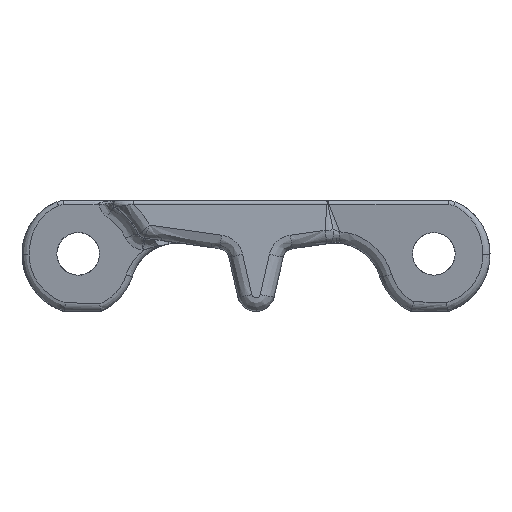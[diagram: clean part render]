
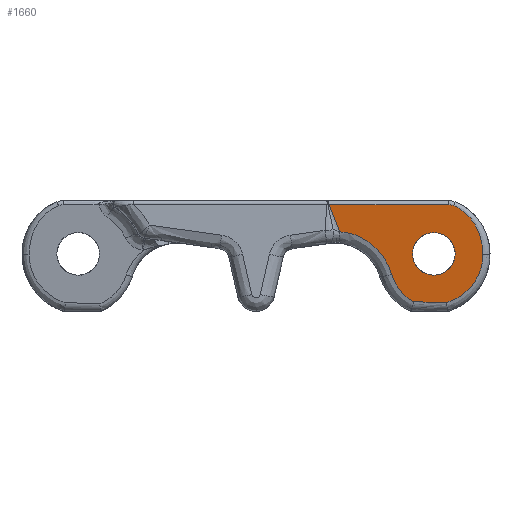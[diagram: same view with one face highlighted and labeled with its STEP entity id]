
A CAD part, left-side view. The second image highlights one B-rep face of the part: STEP entity #1660.
In plain terms, the highlighted planar face has unit normal (-0.988, 0, -0.156).
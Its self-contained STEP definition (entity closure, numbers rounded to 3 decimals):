
#1660 = ADVANCED_FACE( '', ( #4597, #4598 ), #4599, .T. );
#4597 = FACE_BOUND( '', #11089, .T. );
#4598 = FACE_OUTER_BOUND( '', #11090, .T. );
#4599 = PLANE( '', #11091 );
#11089 = EDGE_LOOP( '', ( #40139 ) );
#11090 = EDGE_LOOP( '', ( #40140, #40141, #40142, #40143, #40144, #40145, #40146, #40147 ) );
#11091 = AXIS2_PLACEMENT_3D( '', #40148, #40149, #40150 );
#40139 = ORIENTED_EDGE( '', *, *, #51219, .F. );
#40140 = ORIENTED_EDGE( '', *, *, #51220, .T. );
#40141 = ORIENTED_EDGE( '', *, *, #51221, .T. );
#40142 = ORIENTED_EDGE( '', *, *, #51222, .T. );
#40143 = ORIENTED_EDGE( '', *, *, #51223, .T. );
#40144 = ORIENTED_EDGE( '', *, *, #51224, .T. );
#40145 = ORIENTED_EDGE( '', *, *, #51225, .T. );
#40146 = ORIENTED_EDGE( '', *, *, #51226, .T. );
#40147 = ORIENTED_EDGE( '', *, *, #51227, .T. );
#40148 = CARTESIAN_POINT( '', ( -99.825, 0., 7.5 ) );
#40149 = DIRECTION( '', ( -0.988, 0., -0.156 ) );
#40150 = DIRECTION( '', ( -0.156, 0., 0.988 ) );
#51219 = EDGE_CURVE( '', #56844, #56844, #56845, .T. );
#51220 = EDGE_CURVE( '', #56846, #56847, #56848, .T. );
#51221 = EDGE_CURVE( '', #56847, #56849, #56850, .T. );
#51222 = EDGE_CURVE( '', #56849, #56851, #56852, .T. );
#51223 = EDGE_CURVE( '', #56851, #56853, #56854, .T. );
#51224 = EDGE_CURVE( '', #56853, #56855, #56856, .T. );
#51225 = EDGE_CURVE( '', #56855, #56857, #56858, .T. );
#51226 = EDGE_CURVE( '', #56857, #56859, #56860, .T. );
#51227 = EDGE_CURVE( '', #56859, #56846, #56861, .T. );
#56844 = VERTEX_POINT( '', #67467 );
#56845 = ELLIPSE( '', #67468, 3.037, 3. );
#56846 = VERTEX_POINT( '', #67469 );
#56847 = VERTEX_POINT( '', #67470 );
#56848 = B_SPLINE_CURVE_WITH_KNOTS( '', 3, ( #67471, #67472, #67473, #67474 ), .UNSPECIFIED., .F., .F., ( 4, 4 ), ( 0.001, 0.004 ), .UNSPECIFIED. );
#56849 = VERTEX_POINT( '', #67475 );
#56850 = B_SPLINE_CURVE_WITH_KNOTS( '', 2, ( #67476, #67477, #67478, #67479, #67480, #67481, #67482, #67483, #67484 ), .UNSPECIFIED., .F., .F., ( 3, 2, 2, 2, 3 ), ( 0., 0.25, 0.5, 0.75, 1. ), .UNSPECIFIED. );
#56851 = VERTEX_POINT( '', #67485 );
#56852 = B_SPLINE_CURVE_WITH_KNOTS( '', 2, ( #67486, #67487, #67488, #67489, #67490, #67491, #67492, #67493, #67494 ), .UNSPECIFIED., .F., .F., ( 3, 2, 2, 2, 3 ), ( 0., 0.25, 0.5, 0.75, 1. ), .UNSPECIFIED. );
#56853 = VERTEX_POINT( '', #67495 );
#56854 = B_SPLINE_CURVE_WITH_KNOTS( '', 3, ( #67496, #67497, #67498, #67499 ), .UNSPECIFIED., .F., .F., ( 4, 4 ), ( 0.022, 0.027 ), .UNSPECIFIED. );
#56855 = VERTEX_POINT( '', #67500 );
#56856 = B_SPLINE_CURVE_WITH_KNOTS( '', 2, ( #67501, #67502, #67503, #67504, #67505, #67506, #67507, #67508, #67509, #67510, #67511, #67512, #67513 ), .UNSPECIFIED., .F., .F., ( 3, 2, 2, 2, 2, 2, 3 ), ( 0., 0.25, 0.5, 0.625, 0.75, 0.875, 1. ), .UNSPECIFIED. );
#56857 = VERTEX_POINT( '', #67514 );
#56858 = B_SPLINE_CURVE_WITH_KNOTS( '', 2, ( #67515, #67516, #67517, #67518, #67519, #67520, #67521, #67522, #67523, #67524, #67525 ), .UNSPECIFIED., .F., .F., ( 3, 2, 2, 2, 2, 3 ), ( 0., 0.25, 0.5, 0.75, 0.875, 1. ), .UNSPECIFIED. );
#56859 = VERTEX_POINT( '', #67526 );
#56860 = B_SPLINE_CURVE_WITH_KNOTS( '', 2, ( #67527, #67528, #67529 ), .UNSPECIFIED., .F., .F., ( 3, 3 ), ( 0., 1. ), .UNSPECIFIED. );
#56861 = B_SPLINE_CURVE_WITH_KNOTS( '', 3, ( #67530, #67531, #67532, #67533 ), .UNSPECIFIED., .F., .F., ( 4, 4 ), ( -0.027, -0.01 ), .UNSPECIFIED. );
#67467 = CARTESIAN_POINT( '', ( -99.112, -25., 3. ) );
#67468 = AXIS2_PLACEMENT_3D( '', #88922, #88923, #88924 );
#67469 = CARTESIAN_POINT( '', ( -99.733, -10.235, 6.922 ) );
#67470 = CARTESIAN_POINT( '', ( -99.131, -11.784, 3.116 ) );
#67471 = CARTESIAN_POINT( '', ( -99.733, -10.235, 6.922 ) );
#67472 = CARTESIAN_POINT( '', ( -99.533, -10.752, 5.653 ) );
#67473 = CARTESIAN_POINT( '', ( -99.332, -11.268, 4.385 ) );
#67474 = CARTESIAN_POINT( '', ( -99.131, -11.784, 3.116 ) );
#67475 = CARTESIAN_POINT( '', ( -98.181, -19.077, -2.88 ) );
#67476 = CARTESIAN_POINT( '', ( -99.131, -11.784, 3.116 ) );
#67477 = CARTESIAN_POINT( '', ( -99.116, -13.044, 3.021 ) );
#67478 = CARTESIAN_POINT( '', ( -99.039, -14.222, 2.538 ) );
#67479 = CARTESIAN_POINT( '', ( -98.964, -15.387, 2.061 ) );
#67480 = CARTESIAN_POINT( '', ( -98.835, -16.363, 1.248 ) );
#67481 = CARTESIAN_POINT( '', ( -98.708, -17.327, 0.446 ) );
#67482 = CARTESIAN_POINT( '', ( -98.54, -18.022, -0.615 ) );
#67483 = CARTESIAN_POINT( '', ( -98.374, -18.708, -1.662 ) );
#67484 = CARTESIAN_POINT( '', ( -98.181, -19.077, -2.88 ) );
#67485 = CARTESIAN_POINT( '', ( -97.57, -22.163, -6.74 ) );
#67486 = CARTESIAN_POINT( '', ( -98.181, -19.077, -2.88 ) );
#67487 = CARTESIAN_POINT( '', ( -98.085, -19.26, -3.483 ) );
#67488 = CARTESIAN_POINT( '', ( -97.998, -19.546, -4.036 ) );
#67489 = CARTESIAN_POINT( '', ( -97.909, -19.837, -4.599 ) );
#67490 = CARTESIAN_POINT( '', ( -97.83, -20.227, -5.094 ) );
#67491 = CARTESIAN_POINT( '', ( -97.751, -20.623, -5.596 ) );
#67492 = CARTESIAN_POINT( '', ( -97.685, -21.108, -6.01 ) );
#67493 = CARTESIAN_POINT( '', ( -97.619, -21.599, -6.428 ) );
#67494 = CARTESIAN_POINT( '', ( -97.57, -22.163, -6.74 ) );
#67495 = CARTESIAN_POINT( '', ( -97.555, -26.802, -6.831 ) );
#67496 = CARTESIAN_POINT( '', ( -97.57, -22.163, -6.74 ) );
#67497 = CARTESIAN_POINT( '', ( -97.565, -23.71, -6.771 ) );
#67498 = CARTESIAN_POINT( '', ( -97.56, -25.256, -6.801 ) );
#67499 = CARTESIAN_POINT( '', ( -97.555, -26.802, -6.831 ) );
#67500 = CARTESIAN_POINT( '', ( -98.612, -31.9, -0.156 ) );
#67501 = CARTESIAN_POINT( '', ( -97.555, -26.802, -6.831 ) );
#67502 = CARTESIAN_POINT( '', ( -97.604, -27.875, -6.524 ) );
#67503 = CARTESIAN_POINT( '', ( -97.702, -28.798, -5.904 ) );
#67504 = CARTESIAN_POINT( '', ( -97.802, -29.742, -5.271 ) );
#67505 = CARTESIAN_POINT( '', ( -97.944, -30.435, -4.379 ) );
#67506 = CARTESIAN_POINT( '', ( -98.015, -30.784, -3.931 ) );
#67507 = CARTESIAN_POINT( '', ( -98.094, -31.057, -3.432 ) );
#67508 = CARTESIAN_POINT( '', ( -98.173, -31.331, -2.93 ) );
#67509 = CARTESIAN_POINT( '', ( -98.258, -31.518, -2.394 ) );
#67510 = CARTESIAN_POINT( '', ( -98.343, -31.706, -1.854 ) );
#67511 = CARTESIAN_POINT( '', ( -98.433, -31.803, -1.291 ) );
#67512 = CARTESIAN_POINT( '', ( -98.522, -31.9, -0.725 ) );
#67513 = CARTESIAN_POINT( '', ( -98.612, -31.9, -0.156 ) );
#67514 = CARTESIAN_POINT( '', ( -99.71, -27.795, 6.774 ) );
#67515 = CARTESIAN_POINT( '', ( -98.612, -31.9, -0.156 ) );
#67516 = CARTESIAN_POINT( '', ( -98.782, -31.9, 0.915 ) );
#67517 = CARTESIAN_POINT( '', ( -98.939, -31.67, 1.908 ) );
#67518 = CARTESIAN_POINT( '', ( -99.107, -31.423, 2.968 ) );
#67519 = CARTESIAN_POINT( '', ( -99.252, -30.929, 3.879 ) );
#67520 = CARTESIAN_POINT( '', ( -99.406, -30.398, 4.857 ) );
#67521 = CARTESIAN_POINT( '', ( -99.522, -29.623, 5.587 ) );
#67522 = CARTESIAN_POINT( '', ( -99.582, -29.222, 5.966 ) );
#67523 = CARTESIAN_POINT( '', ( -99.629, -28.766, 6.263 ) );
#67524 = CARTESIAN_POINT( '', ( -99.677, -28.299, 6.568 ) );
#67525 = CARTESIAN_POINT( '', ( -99.71, -27.795, 6.774 ) );
#67526 = CARTESIAN_POINT( '', ( -99.733, -27.04, 6.922 ) );
#67527 = CARTESIAN_POINT( '', ( -99.71, -27.795, 6.774 ) );
#67528 = CARTESIAN_POINT( '', ( -99.733, -27.432, 6.921 ) );
#67529 = CARTESIAN_POINT( '', ( -99.733, -27.04, 6.922 ) );
#67530 = CARTESIAN_POINT( '', ( -99.733, -27.04, 6.922 ) );
#67531 = CARTESIAN_POINT( '', ( -99.733, -21.438, 6.922 ) );
#67532 = CARTESIAN_POINT( '', ( -99.733, -15.837, 6.922 ) );
#67533 = CARTESIAN_POINT( '', ( -99.733, -10.235, 6.922 ) );
#88922 = CARTESIAN_POINT( '', ( -98.637, -25., 0. ) );
#88923 = DIRECTION( '', ( -0.988, 0., -0.156 ) );
#88924 = DIRECTION( '', ( -0.156, 0., 0.988 ) );
